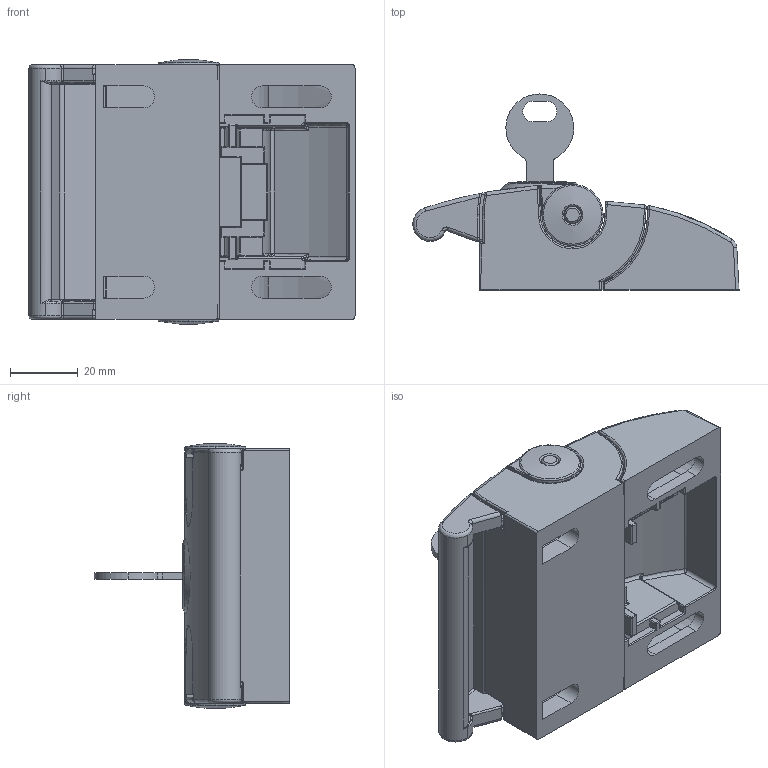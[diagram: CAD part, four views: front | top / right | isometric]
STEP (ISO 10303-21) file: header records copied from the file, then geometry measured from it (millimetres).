
FILE_DESCRIPTION (( 'STEP AP214' ), '1' );
FILE_NAME ('AL-399.0100A.01.STEP', '2025-08-07T05:58:11', ( '' ), ( '' ), 'SwSTEP 2.0', 'SolidWorks 2021', '' );
FILE_SCHEMA (( 'AUTOMOTIVE_DESIGN' ));
Length unit declared in the file: millimetre
Products named in the file (7): 399.0101A_1_1 - 齕瘔緡縺; 399.0101A._1_1; 399.0101A_1_1 - 觌; 399.0101A_1_1 - çàãëóøêè ëåâûå; 399.0101A_1_1; AL-399.0100A.01; 399.0101A._1_1 - 玎汶篪觇 镳噔
Assembly tree (6 placements, depth 2):
  AL-399.0100A.01
    399.0101A_1_1
    399.0101A._1_1
    399.0101A._1_1 - 玎汶篪觇 镳噔
    399.0101A_1_1 - çàãëóøêè ëåâûå
    399.0101A_1_1 - 觌
    399.0101A_1_1 - 齕瘔緡縺
Bounding box: 95.99 x 57.67 x 78 mm (x, y, z)
Volume: 98239.6 mm3; surface area: 51199.5 mm2
Topology: 8 solids, 8 shells, 1421 faces, 3814 edges, 2381 vertices
Faces by surface type: plane 573, cylinder 477, bspline 277, sphere 63, cone 29, torus 2
Entity records: 69715 total; most frequent: CARTESIAN_POINT 38917, ORIENTED_EDGE 7584, DIRECTION 4679, EDGE_CURVE 3792, VERTEX_POINT 2381, AXIS2_PLACEMENT_3D 1582, B_SPLINE_CURVE_WITH_KNOTS 1547, LINE 1515
